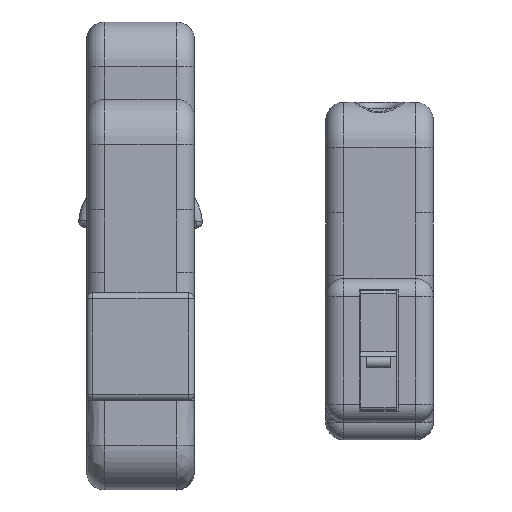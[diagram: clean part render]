
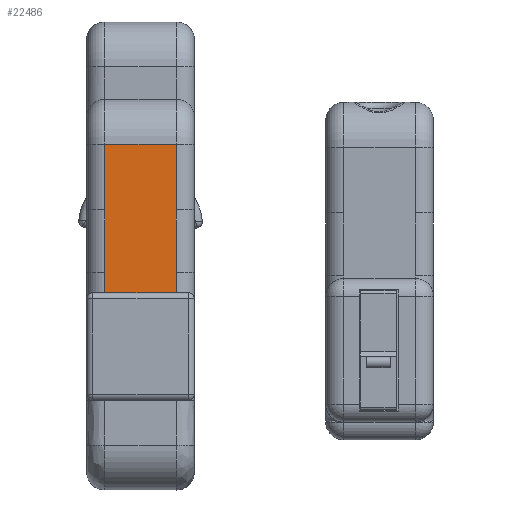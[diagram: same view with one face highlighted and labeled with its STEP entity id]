
A CAD part, front view. The second image highlights one B-rep face of the part: STEP entity #22486.
In plain terms, the highlighted planar face has unit normal (0, -1, 0).
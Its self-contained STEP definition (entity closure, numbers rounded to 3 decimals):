
#80=ELLIPSE('',#23865,4.95,3.5);
#636=PLANE('',#23864);
#1346=LINE('',#30186,#3584);
#1347=LINE('',#30190,#3585);
#1353=LINE('',#30436,#3591);
#1354=LINE('',#30439,#3592);
#1355=LINE('',#30442,#3593);
#1356=LINE('',#30444,#3594);
#1357=LINE('',#30446,#3595);
#1358=LINE('',#30448,#3596);
#1359=LINE('',#30449,#3597);
#3584=VECTOR('',#25161,10.);
#3585=VECTOR('',#25164,10.);
#3591=VECTOR('',#25182,10.);
#3592=VECTOR('',#25185,10.);
#3593=VECTOR('',#25188,10.);
#3594=VECTOR('',#25189,10.);
#3595=VECTOR('',#25190,10.);
#3596=VECTOR('',#25191,10.);
#3597=VECTOR('',#25192,10.);
#5955=FACE_OUTER_BOUND('',#7253,.T.);
#7253=EDGE_LOOP('',(#15708,#15709,#15710,#15711,#15712,#15713,#15714,#15715,
#15716,#15717));
#9901=VERTEX_POINT('',#30183);
#9902=VERTEX_POINT('',#30185);
#9903=VERTEX_POINT('',#30187);
#9904=VERTEX_POINT('',#30189);
#9909=VERTEX_POINT('',#30434);
#9910=VERTEX_POINT('',#30438);
#9911=VERTEX_POINT('',#30441);
#9912=VERTEX_POINT('',#30443);
#9913=VERTEX_POINT('',#30445);
#9914=VERTEX_POINT('',#30447);
#12172=EDGE_CURVE('',#9902,#9901,#1346,.T.);
#12174=EDGE_CURVE('',#9904,#9903,#1347,.T.);
#12191=EDGE_CURVE('',#9909,#9901,#1353,.T.);
#12192=EDGE_CURVE('',#9904,#9910,#1354,.T.);
#12193=EDGE_CURVE('',#9903,#9902,#80,.T.);
#12194=EDGE_CURVE('',#9909,#9911,#1355,.T.);
#12195=EDGE_CURVE('',#9912,#9911,#1356,.T.);
#12196=EDGE_CURVE('',#9913,#9912,#1357,.T.);
#12197=EDGE_CURVE('',#9914,#9913,#1358,.T.);
#12198=EDGE_CURVE('',#9910,#9914,#1359,.T.);
#15708=ORIENTED_EDGE('',*,*,#12192,.F.);
#15709=ORIENTED_EDGE('',*,*,#12174,.T.);
#15710=ORIENTED_EDGE('',*,*,#12193,.T.);
#15711=ORIENTED_EDGE('',*,*,#12172,.T.);
#15712=ORIENTED_EDGE('',*,*,#12191,.F.);
#15713=ORIENTED_EDGE('',*,*,#12194,.T.);
#15714=ORIENTED_EDGE('',*,*,#12195,.F.);
#15715=ORIENTED_EDGE('',*,*,#12196,.F.);
#15716=ORIENTED_EDGE('',*,*,#12197,.F.);
#15717=ORIENTED_EDGE('',*,*,#12198,.F.);
#22486=ADVANCED_FACE('',(#5955),#636,.T.);
#23864=AXIS2_PLACEMENT_3D('',#30437,#25183,#25184);
#23865=AXIS2_PLACEMENT_3D('',#30440,#25186,#25187);
#25161=DIRECTION('',(1.,0.,0.));
#25164=DIRECTION('',(1.,0.,0.));
#25182=DIRECTION('',(0.,0.,-1.));
#25183=DIRECTION('center_axis',(0.,-1.,0.));
#25184=DIRECTION('ref_axis',(0.,0.,
-1.));
#25185=DIRECTION('',(0.,0.,1.));
#25186=DIRECTION('center_axis',(0.,1.,0.));
#25187=DIRECTION('ref_axis',(0.,0.,
-1.));
#25188=DIRECTION('',(0.,0.,1.));
#25189=DIRECTION('',(0.,0.,-1.));
#25190=DIRECTION('',(1.,0.,0.));
#25191=DIRECTION('',(0.,0.,1.));
#25192=DIRECTION('',(0.,0.,1.));
#30183=CARTESIAN_POINT('',(6.,-62.5,-17.375));
#30185=CARTESIAN_POINT('',(3.5,-62.5,-17.375));
#30186=CARTESIAN_POINT('',(7.5,-62.5,-17.375));
#30187=CARTESIAN_POINT('',(-3.5,-62.5,-17.375));
#30189=CARTESIAN_POINT('',(-6.,-62.5,-17.375));
#30190=CARTESIAN_POINT('',(7.5,-62.5,-17.375));
#30434=CARTESIAN_POINT('',(6.,-62.5,4.));
#30436=CARTESIAN_POINT('',(6.,-62.5,3.));
#30437=CARTESIAN_POINT('Origin',(0.,-62.5,1.5));
#30438=CARTESIAN_POINT('',(-6.,-62.5,4.));
#30439=CARTESIAN_POINT('',(-6.,-62.5,-1.719));
#30440=CARTESIAN_POINT('Origin',(0.,-62.5,-17.375));
#30441=CARTESIAN_POINT('',(6.,-62.5,14.5));
#30442=CARTESIAN_POINT('',(6.,-62.5,4.));
#30443=CARTESIAN_POINT('',(6.,-62.5,25.5));
#30444=CARTESIAN_POINT('',(6.,-62.5,13.5));
#30445=CARTESIAN_POINT('',(-6.,-62.5,25.5));
#30446=CARTESIAN_POINT('',(7.5,-62.5,25.5));
#30447=CARTESIAN_POINT('',(-6.,-62.5,14.5));
#30448=CARTESIAN_POINT('',(-6.,-62.5,8.781));
#30449=CARTESIAN_POINT('',(-6.,-62.5,4.));
